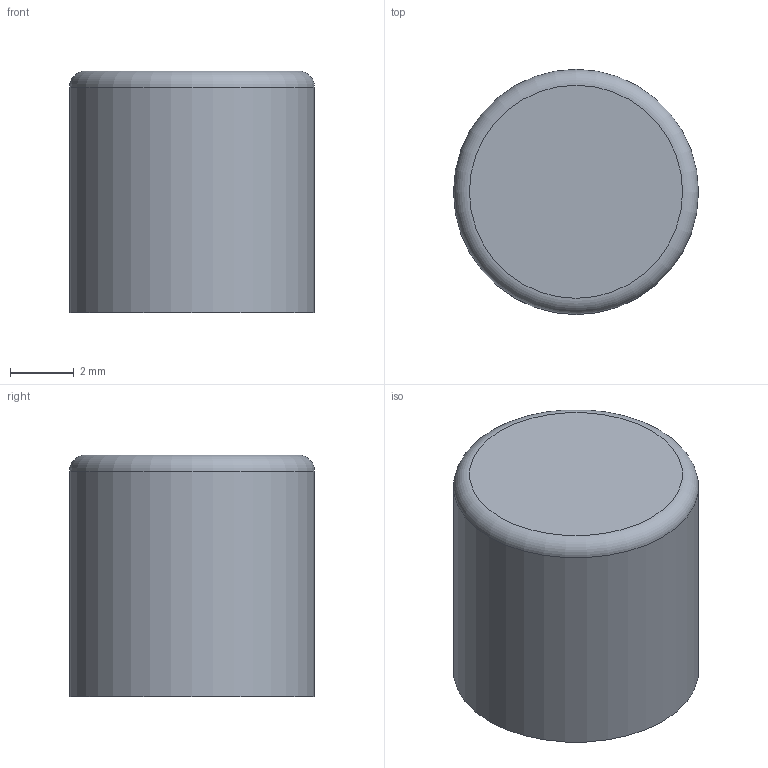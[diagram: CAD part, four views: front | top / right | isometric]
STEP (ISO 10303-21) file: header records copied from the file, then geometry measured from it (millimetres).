
FILE_DESCRIPTION((' '),'2;1');
FILE_NAME('700C1xxx.stp','2017-07-28T15:09:01',(' '),(' '),' ','ACIS',' ');
FILE_SCHEMA(('CONFIG_CONTROL_DESIGN'));
Length unit declared in the file: inch
Products named in the file (1): 700C1xxx.stp
Bounding box: 7.7 x 7.7 x 7.6 mm (x, y, z)
Volume: 246.3 mm3; surface area: 600.6 mm2
Topology: 1 solids, 1 shells, 50 faces, 131 edges, 87 vertices
Faces by surface type: plane 27, cylinder 16, torus 7
Full cylindrical faces by diameter (mm): 7.7 x1
Entity records: 1729 total; most frequent: CARTESIAN_POINT 375, DIRECTION 258, ORIENTED_EDGE 258, EDGE_CURVE 129, AXIS2_PLACEMENT_3D 90, VERTEX_POINT 87, VECTOR 78, LINE 78
